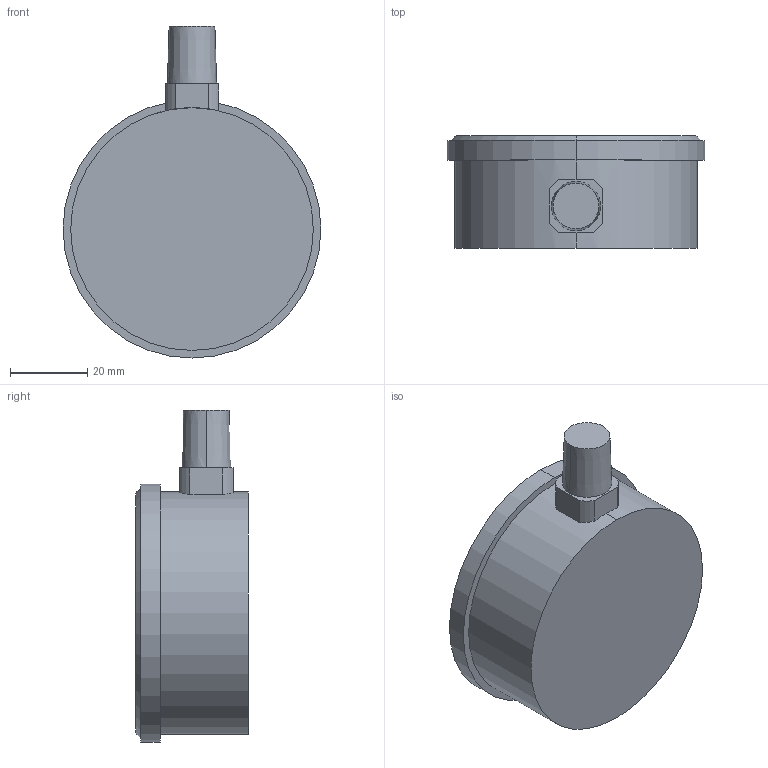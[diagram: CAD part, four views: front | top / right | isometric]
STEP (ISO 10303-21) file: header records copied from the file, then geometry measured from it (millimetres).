
FILE_DESCRIPTION (( 'STEP AP214' ), '1' );
FILE_NAME ('6085.STEP', '2012-02-13T15:17:29', ( '' ), ( '' ), 'SwSTEP 2.0', 'SolidWorks 2012', '' );
FILE_SCHEMA (( 'AUTOMOTIVE_DESIGN' ));
Length unit declared in the file: millimetre
Products named in the file (1): 6085
Bounding box: 66.93 x 29.21 x 86.17 mm (x, y, z)
Surface area: 14889.7 mm2 (no closed solid volume)
Topology: 0 solids, 36 shells, 887 faces, 3205 edges, 2255 vertices
Faces by surface type: plane 558, bspline 231, cylinder 92, cone 6
Entity records: 61727 total; most frequent: CARTESIAN_POINT 26977, ORIENTED_EDGE 5350, DIRECTION 4064, EDGE_CURVE 3205, VERTEX_POINT 2255, LINE 2228, VECTOR 2228, EDGE_LOOP 966
